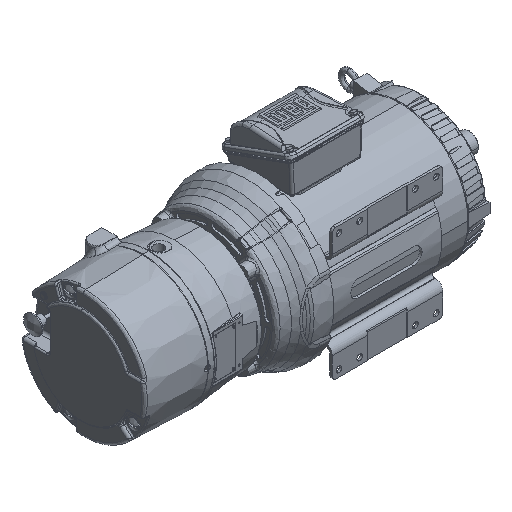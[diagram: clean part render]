
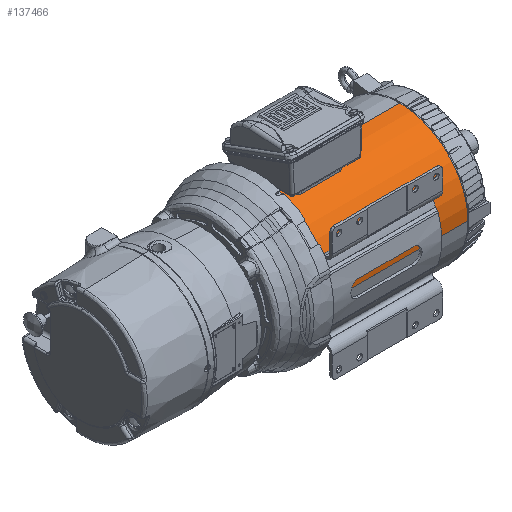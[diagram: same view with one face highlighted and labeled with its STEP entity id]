
A CAD part, isometric view. The second image highlights one B-rep face of the part: STEP entity #137466.
In plain terms, the highlighted cylindrical face has radius 124.3 mm (diameter 248.6 mm), a partial arc.
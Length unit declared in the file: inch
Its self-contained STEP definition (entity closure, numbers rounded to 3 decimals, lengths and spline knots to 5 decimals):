
#2514 = CARTESIAN_POINT ( 'NONE',  ( 42.72023, 0., 4.8937 ) ) ;
#2689 = ORIENTED_EDGE ( 'NONE', *, *, #89012, .T. ) ;
#4515 = CARTESIAN_POINT ( 'NONE',  ( 0.07874, 0., 4.8937 ) ) ;
#6059 = DIRECTION ( 'NONE',  ( -1., 0., 0. ) ) ;
#13180 = VECTOR ( 'NONE', #52870, 39.37008 ) ;
#19370 = DIRECTION ( 'NONE',  ( 0., 0., 1. ) ) ;
#42114 = FACE_OUTER_BOUND ( 'NONE', #132058, .T. ) ;
#52870 = DIRECTION ( 'NONE',  ( 1., 0., 0. ) ) ;
#54883 = CARTESIAN_POINT ( 'NONE',  ( 0.07874, -4.8937, 0.00085 ) ) ;
#58640 = ORIENTED_EDGE ( 'NONE', *, *, #86524, .F. ) ;
#66259 = CIRCLE ( 'NONE', #101022, 4.8937 ) ;
#66957 = DIRECTION ( 'NONE',  ( -1., 0., 0. ) ) ;
#81857 = CIRCLE ( 'NONE', #94253, 4.8937 ) ;
#86524 = EDGE_CURVE ( 'NONE', #138514, #145231, #111146, .T. ) ;
#89012 = EDGE_CURVE ( 'NONE', #138514, #134282, #66259, .T. ) ;
#90758 = CARTESIAN_POINT ( 'NONE',  ( 0.07874, 0., 0. ) ) ;
#91360 = DIRECTION ( 'NONE',  ( 0., 0., 1. ) ) ;
#94253 = AXIS2_PLACEMENT_3D ( 'NONE', #103086, #6059, #91360 ) ;
#97843 = EDGE_CURVE ( 'NONE', #121034, #145231, #81857, .T. ) ;
#101022 = AXIS2_PLACEMENT_3D ( 'NONE', #90758, #151282, #19370 ) ;
#103086 = CARTESIAN_POINT ( 'NONE',  ( 10.70866, 0., 0. ) ) ;
#109241 = VECTOR ( 'NONE', #117509, 39.37008 ) ;
#111146 = LINE ( 'NONE', #2514, #13180 ) ;
#113596 = DIRECTION ( 'NONE',  ( 0., 0., 1. ) ) ;
#114412 = CARTESIAN_POINT ( 'NONE',  ( 10.70866, -4.8937, 0.00085 ) ) ;
#116842 = AXIS2_PLACEMENT_3D ( 'NONE', #148495, #66957, #113596 ) ;
#117509 = DIRECTION ( 'NONE',  ( 1., 0., 0. ) ) ;
#121034 = VERTEX_POINT ( 'NONE', #114412 ) ;
#123680 = CYLINDRICAL_SURFACE ( 'NONE', #116842, 4.8937 ) ;
#126075 = LINE ( 'NONE', #126837, #109241 ) ;
#126837 = CARTESIAN_POINT ( 'NONE',  ( 42.72023, -4.8937, 0.00085 ) ) ;
#132058 = EDGE_LOOP ( 'NONE', ( #2689, #150172, #137070, #58640 ) ) ;
#132678 = EDGE_CURVE ( 'NONE', #134282, #121034, #126075, .T. ) ;
#134282 = VERTEX_POINT ( 'NONE', #54883 ) ;
#137070 = ORIENTED_EDGE ( 'NONE', *, *, #97843, .T. ) ;
#137466 = ADVANCED_FACE ( 'NONE', ( #42114 ), #123680, .T. ) ;
#138514 = VERTEX_POINT ( 'NONE', #4515 ) ;
#145231 = VERTEX_POINT ( 'NONE', #152590 ) ;
#148495 = CARTESIAN_POINT ( 'NONE',  ( 42.72023, 0., 0. ) ) ;
#150172 = ORIENTED_EDGE ( 'NONE', *, *, #132678, .T. ) ;
#151282 = DIRECTION ( 'NONE',  ( 1., 0., 0. ) ) ;
#152590 = CARTESIAN_POINT ( 'NONE',  ( 10.70866, 0., 4.8937 ) ) ;
